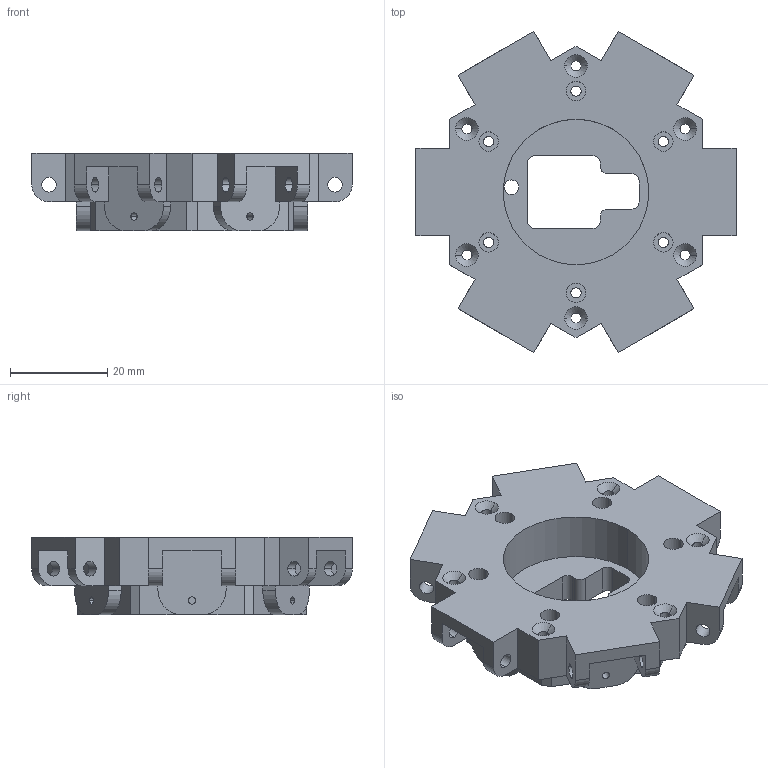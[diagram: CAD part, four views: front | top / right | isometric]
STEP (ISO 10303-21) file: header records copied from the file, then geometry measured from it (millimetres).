
FILE_DESCRIPTION (( 'STEP AP214' ), '1' );
FILE_NAME ('Bottom_panel.STEP', '2024-01-19T02:04:38', ( '' ), ( '' ), 'SwSTEP 2.0', 'SolidWorks 2022', '' );
FILE_SCHEMA (( 'AUTOMOTIVE_DESIGN' ));
Length unit declared in the file: metre
Products named in the file (1): Bottom_panel
Bounding box: 66 x 66.17 x 16 mm (x, y, z)
Volume: 26062.6 mm3; surface area: 13092.8 mm2
Topology: 1 solids, 1 shells, 243 faces, 690 edges, 456 vertices
Faces by surface type: plane 123, cylinder 108, cone 12
Entity records: 8090 total; most frequent: CARTESIAN_POINT 1414, DIRECTION 1398, ORIENTED_EDGE 1380, EDGE_CURVE 690, AXIS2_PLACEMENT_3D 472, VERTEX_POINT 456, LINE 454, VECTOR 454
